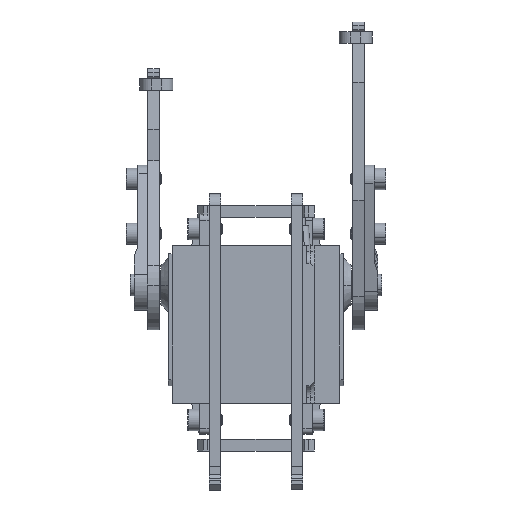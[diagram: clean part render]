
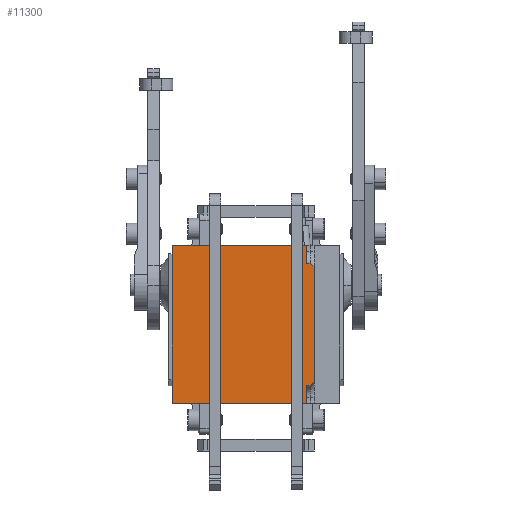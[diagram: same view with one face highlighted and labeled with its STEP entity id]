
A CAD part, front view. The second image highlights one B-rep face of the part: STEP entity #11300.
In plain terms, the highlighted face is planar.
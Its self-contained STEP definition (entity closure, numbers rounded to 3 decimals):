
#59 = ORIENTED_EDGE ( 'NONE', *, *, #997, .T. ) ;
#208 = CARTESIAN_POINT ( 'NONE',  ( 15.75, 2., -10.15 ) ) ;
#617 = LINE ( 'NONE', #2286, #3948 ) ;
#997 = EDGE_CURVE ( 'NONE', #4738, #12318, #2252, .T. ) ;
#1070 = ORIENTED_EDGE ( 'NONE', *, *, #10156, .T. ) ;
#1222 = CARTESIAN_POINT ( 'NONE',  ( -15.75, 2., -10.15 ) ) ;
#1239 = ORIENTED_EDGE ( 'NONE', *, *, #8631, .T. ) ;
#1381 = EDGE_LOOP ( 'NONE', ( #5457, #59, #16730, #1239, #14197, #1070, #4412, #15175, #2095, #6760 ) ) ;
#1778 = VECTOR ( 'NONE', #10160, 1000. ) ;
#1896 = VECTOR ( 'NONE', #2441, 1000. ) ;
#1931 = DIRECTION ( 'NONE',  ( 0., 0., 1. ) ) ;
#2020 = CARTESIAN_POINT ( 'NONE',  ( -20.25, 37.4, -10.15 ) ) ;
#2044 = VECTOR ( 'NONE', #16212, 1000. ) ;
#2095 = ORIENTED_EDGE ( 'NONE', *, *, #2588, .T. ) ;
#2252 = LINE ( 'NONE', #17141, #1778 ) ;
#2286 = CARTESIAN_POINT ( 'NONE',  ( 15.75, 2., -10.15 ) ) ;
#2287 = EDGE_CURVE ( 'NONE', #14274, #7565, #9630, .T. ) ;
#2395 = CARTESIAN_POINT ( 'NONE',  ( -14.75, 0., -10.15 ) ) ;
#2441 = DIRECTION ( 'NONE',  ( -1., 0., 0. ) ) ;
#2588 = EDGE_CURVE ( 'NONE', #17451, #7565, #12271, .T. ) ;
#2816 = LINE ( 'NONE', #7456, #9946 ) ;
#3011 = LINE ( 'NONE', #14212, #10162 ) ;
#3367 = CARTESIAN_POINT ( 'NONE',  ( -20.25, 36.4, -10.15 ) ) ;
#3854 = CARTESIAN_POINT ( 'NONE',  ( 20.25, 2., -10.15 ) ) ;
#3912 = DIRECTION ( 'NONE',  ( 1., 0., 0. ) ) ;
#3948 = VECTOR ( 'NONE', #10167, 1000. ) ;
#4124 = EDGE_CURVE ( 'NONE', #17451, #16033, #6477, .T. ) ;
#4412 = ORIENTED_EDGE ( 'NONE', *, *, #12375, .T. ) ;
#4597 = CARTESIAN_POINT ( 'NONE',  ( -15.75, 1., -10.15 ) ) ;
#4738 = VERTEX_POINT ( 'NONE', #8771 ) ;
#5430 = LINE ( 'NONE', #2395, #10554 ) ;
#5457 = ORIENTED_EDGE ( 'NONE', *, *, #10696, .F. ) ;
#5522 = DIRECTION ( 'NONE',  ( 0., -1., 0. ) ) ;
#5975 = CARTESIAN_POINT ( 'NONE',  ( 14.75, 0., -10.15 ) ) ;
#6003 = CARTESIAN_POINT ( 'NONE',  ( -20.25, 2., -10.15 ) ) ;
#6477 = LINE ( 'NONE', #1222, #13571 ) ;
#6542 = VERTEX_POINT ( 'NONE', #12335 ) ;
#6760 = ORIENTED_EDGE ( 'NONE', *, *, #2287, .F. ) ;
#6858 = CARTESIAN_POINT ( 'NONE',  ( 20.25, 2., -10.15 ) ) ;
#7456 = CARTESIAN_POINT ( 'NONE',  ( -20.25, 0., -10.15 ) ) ;
#7565 = VERTEX_POINT ( 'NONE', #15104 ) ;
#7824 = VERTEX_POINT ( 'NONE', #5975 ) ;
#8179 = CARTESIAN_POINT ( 'NONE',  ( 20.25, 36.4, -10.15 ) ) ;
#8631 = EDGE_CURVE ( 'NONE', #8897, #6542, #617, .T. ) ;
#8771 = CARTESIAN_POINT ( 'NONE',  ( 20.25, 36.4, -10.15 ) ) ;
#8897 = VERTEX_POINT ( 'NONE', #208 ) ;
#9630 = LINE ( 'NONE', #2020, #2044 ) ;
#9679 = EDGE_CURVE ( 'NONE', #6542, #7824, #3011, .T. ) ;
#9946 = VECTOR ( 'NONE', #13934, 1000. ) ;
#10082 = PLANE ( 'NONE',  #14759 ) ;
#10101 = LINE ( 'NONE', #6858, #13864 ) ;
#10156 = EDGE_CURVE ( 'NONE', #7824, #18003, #2816, .T. ) ;
#10160 = DIRECTION ( 'NONE',  ( 0., -1., 0. ) ) ;
#10162 = VECTOR ( 'NONE', #13189, 1000. ) ;
#10167 = DIRECTION ( 'NONE',  ( 0., -1., 0. ) ) ;
#10554 = VECTOR ( 'NONE', #12330, 1000. ) ;
#10696 = EDGE_CURVE ( 'NONE', #4738, #14274, #13249, .T. ) ;
#11300 = ADVANCED_FACE ( 'NONE', ( #14321 ), #10082, .F. ) ;
#12271 = LINE ( 'NONE', #6003, #15997 ) ;
#12318 = VERTEX_POINT ( 'NONE', #3854 ) ;
#12330 = DIRECTION ( 'NONE',  ( -0.707, 0.707, 0. ) ) ;
#12335 = CARTESIAN_POINT ( 'NONE',  ( 15.75, 1., -10.15 ) ) ;
#12375 = EDGE_CURVE ( 'NONE', #18003, #16033, #5430, .T. ) ;
#12993 = CARTESIAN_POINT ( 'NONE',  ( -20.25, 37.4, -10.15 ) ) ;
#13189 = DIRECTION ( 'NONE',  ( -0.707, -0.707, 0. ) ) ;
#13249 = LINE ( 'NONE', #8179, #1896 ) ;
#13571 = VECTOR ( 'NONE', #5522, 1000. ) ;
#13864 = VECTOR ( 'NONE', #16457, 1000. ) ;
#13934 = DIRECTION ( 'NONE',  ( -1., 0., 0. ) ) ;
#14197 = ORIENTED_EDGE ( 'NONE', *, *, #9679, .T. ) ;
#14212 = CARTESIAN_POINT ( 'NONE',  ( 15.75, 1., -10.15 ) ) ;
#14274 = VERTEX_POINT ( 'NONE', #3367 ) ;
#14321 = FACE_OUTER_BOUND ( 'NONE', #1381, .T. ) ;
#14347 = CARTESIAN_POINT ( 'NONE',  ( -14.75, 0., -10.15 ) ) ;
#14725 = CARTESIAN_POINT ( 'NONE',  ( -15.75, 2., -10.15 ) ) ;
#14759 = AXIS2_PLACEMENT_3D ( 'NONE', #12993, #1931, #3912 ) ;
#14760 = EDGE_CURVE ( 'NONE', #8897, #12318, #10101, .T. ) ;
#15104 = CARTESIAN_POINT ( 'NONE',  ( -20.25, 2., -10.15 ) ) ;
#15175 = ORIENTED_EDGE ( 'NONE', *, *, #4124, .F. ) ;
#15901 = DIRECTION ( 'NONE',  ( -1., 0., 0. ) ) ;
#15997 = VECTOR ( 'NONE', #15901, 1000. ) ;
#16033 = VERTEX_POINT ( 'NONE', #4597 ) ;
#16212 = DIRECTION ( 'NONE',  ( 0., -1., 0. ) ) ;
#16457 = DIRECTION ( 'NONE',  ( 1., 0., 0. ) ) ;
#16730 = ORIENTED_EDGE ( 'NONE', *, *, #14760, .F. ) ;
#17141 = CARTESIAN_POINT ( 'NONE',  ( 20.25, 37.4, -10.15 ) ) ;
#17451 = VERTEX_POINT ( 'NONE', #14725 ) ;
#18003 = VERTEX_POINT ( 'NONE', #14347 ) ;
